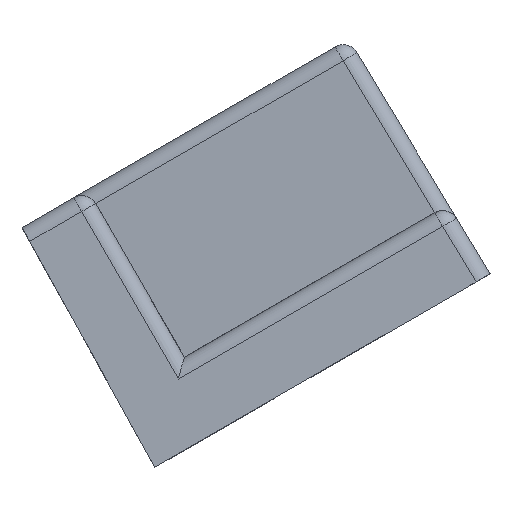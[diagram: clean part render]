
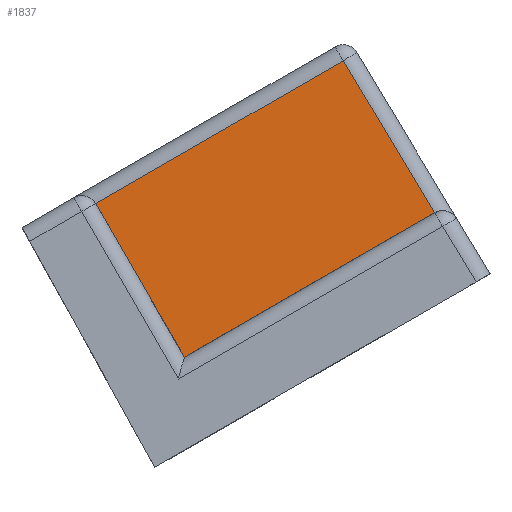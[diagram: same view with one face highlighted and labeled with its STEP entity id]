
A CAD part, front view. The second image highlights one B-rep face of the part: STEP entity #1837.
In plain terms, the highlighted planar face has unit normal (0, -1, 0).
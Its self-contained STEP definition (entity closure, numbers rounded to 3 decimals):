
#665 = DIRECTION ( 'NONE',  ( -0.017, 0., 1. ) ) ;
#666 = VECTOR ( 'NONE', #665, 1000. ) ;
#667 = CARTESIAN_POINT ( 'NONE',  ( 23.367, 9., -21.035 ) ) ;
#668 = LINE ( 'NONE', #667, #666 ) ;
#669 = CARTESIAN_POINT ( 'NONE',  ( 22.721, 9., 16. ) ) ;
#670 = DIRECTION ( 'NONE',  ( -1., 0., 0. ) ) ;
#671 = DIRECTION ( 'NONE',  ( 0., 1., 0. ) ) ;
#672 = CARTESIAN_POINT ( 'NONE',  ( 24., 9., -21.024 ) ) ;
#673 = AXIS2_PLACEMENT_3D ( 'NONE', #672, #671, #670 ) ;
#674 = PLANE ( 'NONE',  #673 ) ;
#707 = DIRECTION ( 'NONE',  ( -1., 0., 0. ) ) ;
#708 = VECTOR ( 'NONE', #707, 1000. ) ;
#709 = CARTESIAN_POINT ( 'NONE',  ( 24., 9., 5. ) ) ;
#755 = LINE ( 'NONE', #709, #708 ) ;
#756 = CARTESIAN_POINT ( 'NONE',  ( 22.913, 9., 5. ) ) ;
#807 = DIRECTION ( 'NONE',  ( 0., 0., 1. ) ) ;
#808 = VECTOR ( 'NONE', #807, 1000. ) ;
#809 = CARTESIAN_POINT ( 'NONE',  ( 5., 9., -21.024 ) ) ;
#810 = LINE ( 'NONE', #809, #808 ) ;
#840 = CARTESIAN_POINT ( 'NONE',  ( 5., 9., 16. ) ) ;
#841 = DIRECTION ( 'NONE',  ( -1., 0., 0. ) ) ;
#842 = VECTOR ( 'NONE', #841, 1000. ) ;
#843 = CARTESIAN_POINT ( 'NONE',  ( 24., 9., 16. ) ) ;
#844 = LINE ( 'NONE', #843, #842 ) ;
#848 = FACE_OUTER_BOUND ( 'NONE', #1838, .T. ) ;
#854 = CARTESIAN_POINT ( 'NONE',  ( 5., 9., 5. ) ) ;
#1804 = EDGE_CURVE ( 'NONE', #1830, #1847, #810, .T. ) ;
#1808 = ORIENTED_EDGE ( 'NONE', *, *, #1804, .F. ) ;
#1822 = VERTEX_POINT ( 'NONE', #756 ) ;
#1824 = EDGE_CURVE ( 'NONE', #1822, #1830, #755, .T. ) ;
#1830 = VERTEX_POINT ( 'NONE', #854 ) ;
#1837 = ADVANCED_FACE ( 'NONE', ( #848 ), #674, .F. ) ;
#1838 = EDGE_LOOP ( 'NONE', ( #1839, #1843, #1845, #1808 ) ) ;
#1839 = ORIENTED_EDGE ( 'NONE', *, *, #1824, .F. ) ;
#1840 = VERTEX_POINT ( 'NONE', #669 ) ;
#1843 = ORIENTED_EDGE ( 'NONE', *, *, #1844, .T. ) ;
#1844 = EDGE_CURVE ( 'NONE', #1822, #1840, #668, .T. ) ;
#1845 = ORIENTED_EDGE ( 'NONE', *, *, #1846, .T. ) ;
#1846 = EDGE_CURVE ( 'NONE', #1840, #1847, #844, .T. ) ;
#1847 = VERTEX_POINT ( 'NONE', #840 ) ;
